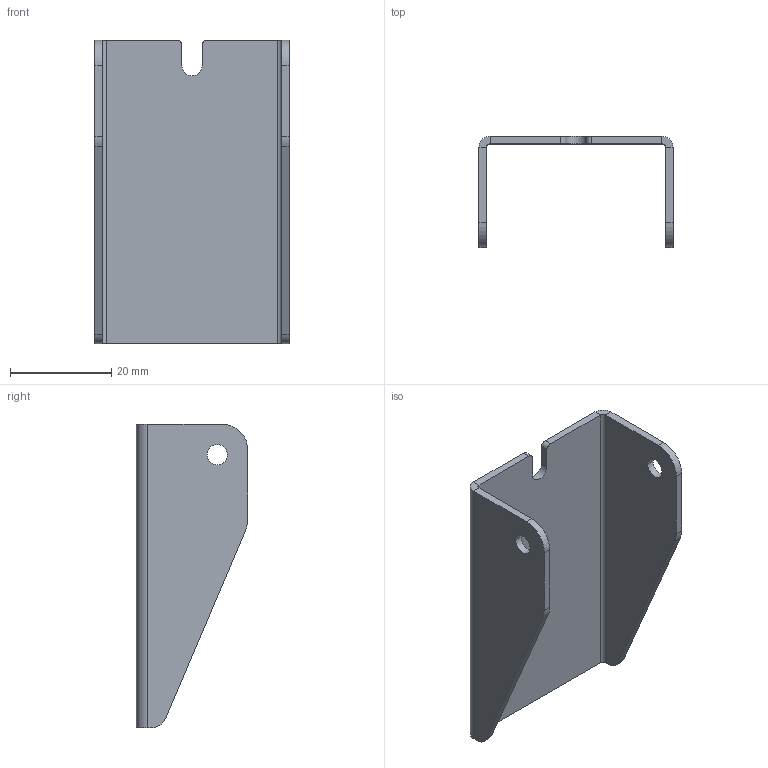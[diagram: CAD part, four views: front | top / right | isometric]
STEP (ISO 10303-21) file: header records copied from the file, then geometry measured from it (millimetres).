
FILE_DESCRIPTION (( 'STEP AP214' ), '1' );
FILE_NAME ('shroud_Simple_v3.STEP', '2022-07-27T17:32:10', ( '' ), ( '' ), 'SwSTEP 2.0', 'SolidWorks 2020', '' );
FILE_SCHEMA (( 'AUTOMOTIVE_DESIGN' ));
Length unit declared in the file: millimetre
Products named in the file (1): shroud_Simple_v3
Bounding box: 38.4 x 22 x 60 mm (x, y, z)
Volume: 5915 mm3; surface area: 8307.4 mm2
Topology: 1 solids, 1 shells, 40 faces, 98 edges, 60 vertices
Faces by surface type: plane 23, cylinder 17
Entity records: 1210 total; most frequent: DIRECTION 214, CARTESIAN_POINT 199, ORIENTED_EDGE 196, EDGE_CURVE 98, AXIS2_PLACEMENT_3D 75, VECTOR 64, LINE 64, VERTEX_POINT 60
